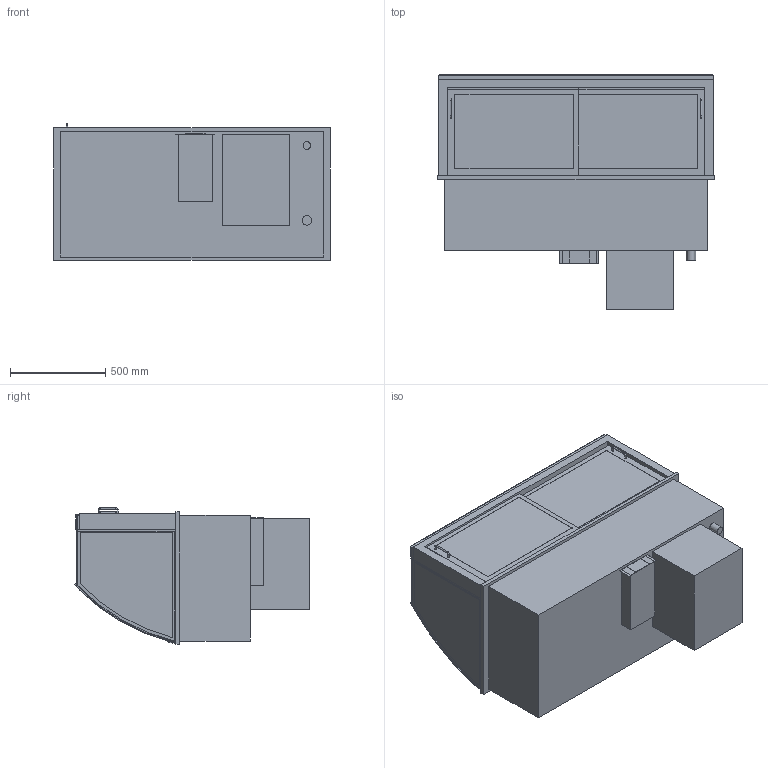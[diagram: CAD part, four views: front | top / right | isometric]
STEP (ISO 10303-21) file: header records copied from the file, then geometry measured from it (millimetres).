
FILE_DESCRIPTION(/* description */ ('vereinfachtes Modell'),/* implementation_level */ '2;1');
FILE_NAME(/* name */ '3D-AKE-00005802.stp',/* time_stamp */ '2025-01-15T09:24:16+01:00',/* author */ ('marina.schachner'),/* organization */ (''),/* preprocessor_version */ 'ST-DEVELOPER v20',/* originating_system */ 'Autodesk Inventor 2024',/* authorisation */ '');
FILE_SCHEMA (('AUTOMOTIVE_DESIGN { 1 0 10303 214 3 1 1 }'));
Length unit declared in the file: millimetre
Products named in the file (1): 3D-AKE-00005797
Bounding box: 1450 x 1232.07 x 717 mm (x, y, z)
Volume: 212301127.2 mm3; surface area: 17699626.1 mm2
Topology: 38 solids, 38 shells, 381 faces, 899 edges, 598 vertices
Faces by surface type: plane 319, cylinder 58, torus 4
Full cylindrical faces by diameter (mm): 8 x6, 40 x1, 50 x1
Entity records: 10883 total; most frequent: CARTESIAN_POINT 1879, ORIENTED_EDGE 1798, DIRECTION 1797, EDGE_CURVE 899, LINE 765, VECTOR 765, VERTEX_POINT 598, AXIS2_PLACEMENT_3D 516
